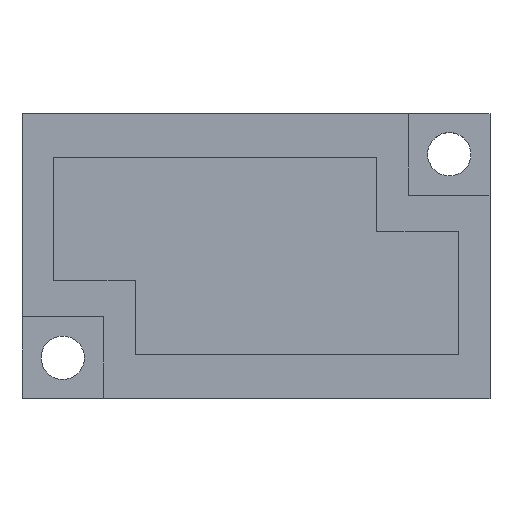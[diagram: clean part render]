
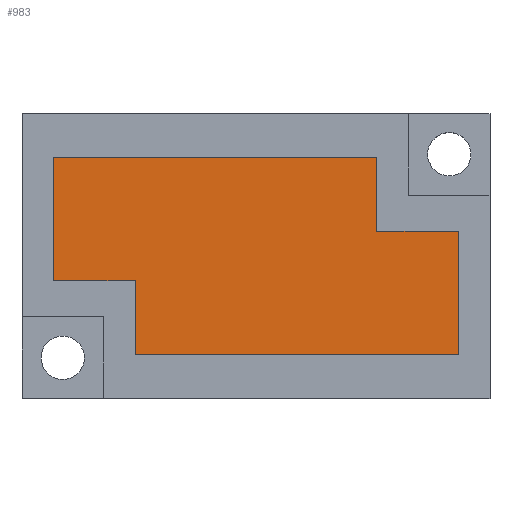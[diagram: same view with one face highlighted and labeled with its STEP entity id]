
A CAD part, top view. The second image highlights one B-rep face of the part: STEP entity #983.
In plain terms, the highlighted planar face has unit normal (0, 0, 1).
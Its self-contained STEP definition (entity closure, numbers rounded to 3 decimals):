
#212=DIRECTION('',(0.,1.,0.));
#213=VECTOR('',#212,6.07);
#214=CARTESIAN_POINT('',(-9.94,-1.21,4.9));
#215=LINE('',#214,#213);
#216=DIRECTION('',(1.,0.,0.));
#217=VECTOR('',#216,15.88);
#218=CARTESIAN_POINT('',(-9.94,4.86,4.9));
#219=LINE('',#218,#217);
#220=DIRECTION('',(0.,-1.,0.));
#221=VECTOR('',#220,3.65);
#222=CARTESIAN_POINT('',(5.94,4.86,4.9));
#223=LINE('',#222,#221);
#224=DIRECTION('',(1.,0.,0.));
#225=VECTOR('',#224,4.);
#226=CARTESIAN_POINT('',(5.94,1.21,4.9));
#227=LINE('',#226,#225);
#228=DIRECTION('',(0.,-1.,0.));
#229=VECTOR('',#228,6.07);
#230=CARTESIAN_POINT('',(9.94,1.21,4.9));
#231=LINE('',#230,#229);
#232=DIRECTION('',(-1.,0.,0.));
#233=VECTOR('',#232,15.88);
#234=CARTESIAN_POINT('',(9.94,-4.86,4.9));
#235=LINE('',#234,#233);
#236=DIRECTION('',(0.,1.,0.));
#237=VECTOR('',#236,3.65);
#238=CARTESIAN_POINT('',(-5.94,-4.86,4.9));
#239=LINE('',#238,#237);
#240=DIRECTION('',(-1.,0.,0.));
#241=VECTOR('',#240,4.);
#242=CARTESIAN_POINT('',(-5.94,-1.21,4.9));
#243=LINE('',#242,#241);
#346=CARTESIAN_POINT('',(-9.94,4.86,4.9));
#347=VERTEX_POINT('',#346);
#348=CARTESIAN_POINT('',(-9.94,-1.21,4.9));
#349=VERTEX_POINT('',#348);
#350=CARTESIAN_POINT('',(5.94,4.86,4.9));
#351=VERTEX_POINT('',#350);
#352=CARTESIAN_POINT('',(5.94,1.21,4.9));
#353=VERTEX_POINT('',#352);
#354=CARTESIAN_POINT('',(9.94,1.21,4.9));
#355=VERTEX_POINT('',#354);
#356=CARTESIAN_POINT('',(9.94,-4.86,4.9));
#357=VERTEX_POINT('',#356);
#358=CARTESIAN_POINT('',(-5.94,-4.86,4.9));
#359=VERTEX_POINT('',#358);
#360=CARTESIAN_POINT('',(-5.94,-1.21,4.9));
#361=VERTEX_POINT('',#360);
#968=CARTESIAN_POINT('',(0.,0.,4.9));
#969=DIRECTION('',(0.,0.,1.));
#970=DIRECTION('',(1.,0.,0.));
#971=AXIS2_PLACEMENT_3D('',#968,#969,#970);
#972=PLANE('',#971);
#973=ORIENTED_EDGE('',*,*,#795,.T.);
#974=ORIENTED_EDGE('',*,*,#821,.T.);
#975=ORIENTED_EDGE('',*,*,#847,.T.);
#976=ORIENTED_EDGE('',*,*,#873,.T.);
#977=ORIENTED_EDGE('',*,*,#899,.T.);
#978=ORIENTED_EDGE('',*,*,#925,.T.);
#979=ORIENTED_EDGE('',*,*,#950,.T.);
#980=ORIENTED_EDGE('',*,*,#768,.T.);
#981=EDGE_LOOP('',(#973,#974,#975,#976,#977,#978,#979,#980));
#982=FACE_OUTER_BOUND('',#981,.F.);
#983=ADVANCED_FACE('',(#982),#972,.T.);
#768=EDGE_CURVE('',#361,#349,#243,.T.);
#795=EDGE_CURVE('',#349,#347,#215,.T.);
#821=EDGE_CURVE('',#347,#351,#219,.T.);
#847=EDGE_CURVE('',#351,#353,#223,.T.);
#873=EDGE_CURVE('',#353,#355,#227,.T.);
#899=EDGE_CURVE('',#355,#357,#231,.T.);
#925=EDGE_CURVE('',#357,#359,#235,.T.);
#950=EDGE_CURVE('',#359,#361,#239,.T.);
